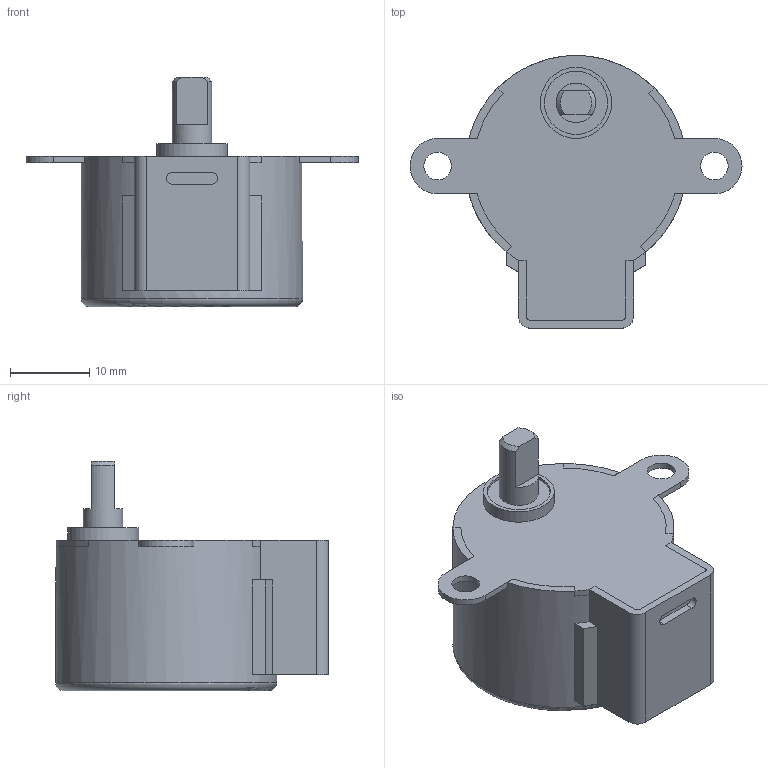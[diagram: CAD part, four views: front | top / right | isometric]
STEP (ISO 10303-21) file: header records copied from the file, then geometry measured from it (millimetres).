
FILE_DESCRIPTION(/* description */ (''),/* implementation_level */ '2;1');
FILE_NAME(/* name */ '858 Stepper Motor 5VDC v3.step',/* time_stamp */ '2018-07-27T12:32:48-04:00',/* author */ ('Adafruit'),/* organization */ (''),/* preprocessor_version */ 'ST-DEVELOPER v17',/* originating_system */ 'Autodesk Translation Framework v7.1.0.215',/* authorisation */ '');
FILE_SCHEMA (('AUTOMOTIVE_DESIGN { 1 0 10303 214 3 1 1 }'));
Length unit declared in the file: millimetre
Products named in the file (1): 858 Stepper Motor 5VDC
Bounding box: 42 x 34.5 x 29 mm (x, y, z)
Volume: 13765.9 mm3; surface area: 6281.2 mm2
Topology: 5 solids, 5 shells, 101 faces, 266 edges, 177 vertices
Faces by surface type: plane 65, cylinder 33, cone 2, torus 1
Full cylindrical faces by diameter (mm): 3.5 x2, 5 x1, 8 x2, 9 x2, 28 x1
Entity records: 3211 total; most frequent: DIRECTION 556, CARTESIAN_POINT 553, ORIENTED_EDGE 532, EDGE_CURVE 266, AXIS2_PLACEMENT_3D 192, VERTEX_POINT 177, LINE 172, VECTOR 172
